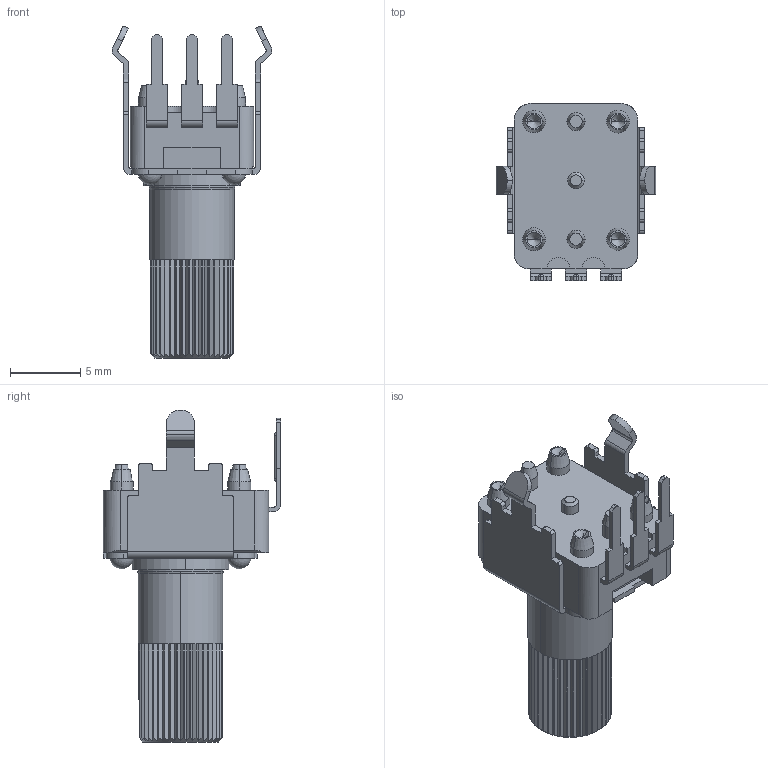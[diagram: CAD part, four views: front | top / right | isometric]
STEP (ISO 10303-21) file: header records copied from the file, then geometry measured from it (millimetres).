
FILE_DESCRIPTION(('STEP AP242'),'1');
FILE_NAME('rk09k1130a5r.stp','2021-03-13T18:57:23',('TraceParts'),('TraceParts S.A.'),'Spatial InterOp 3D',' ',' ');
FILE_SCHEMA(('AP242_MANAGED_MODEL_BASED_3D_ENGINEERING_MIM_LF {1 0 10303 442 1 1 4}'));
Length unit declared in the file: millimetre
Products named in the file (1): rk09k1130a5r
Bounding box: 11.4 x 12.65 x 23.7 mm (x, y, z)
Volume: 921.6 mm3; surface area: 1064.1 mm2
Topology: 1 solids, 1 shells, 371 faces, 1033 edges, 668 vertices
Faces by surface type: plane 210, cylinder 118, cone 27, sphere 16
Entity records: 14807 total; most frequent: CARTESIAN_POINT 2305, ORIENTED_EDGE 2026, DIRECTION 1964, EDGE_CURVE 1013, VERTEX_POINT 668, AXIS2_PLACEMENT_3D 663, LINE 638, VECTOR 638
